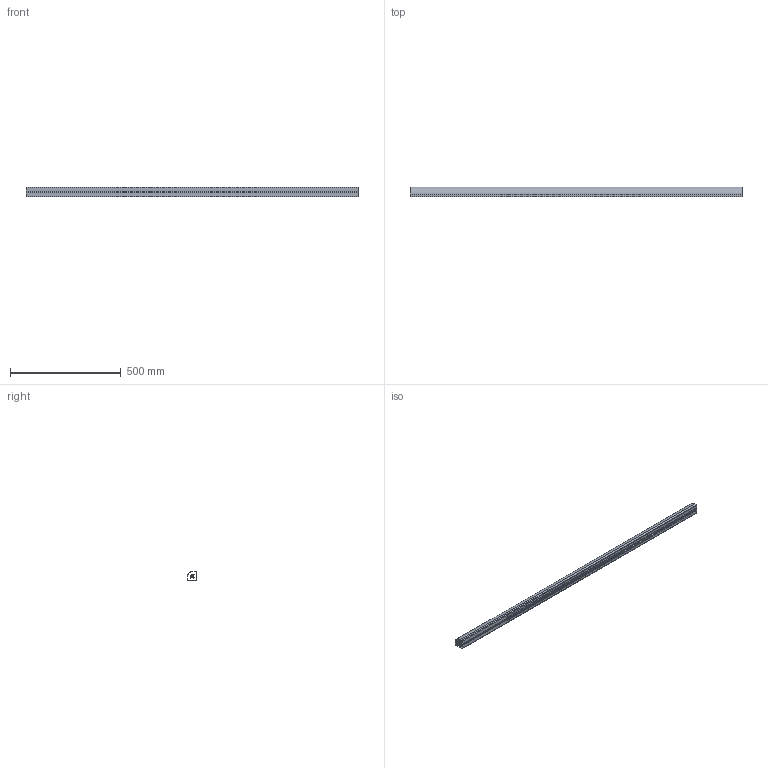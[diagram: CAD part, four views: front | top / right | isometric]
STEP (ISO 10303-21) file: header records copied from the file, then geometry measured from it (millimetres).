
FILE_DESCRIPTION(/* description */ (''),/* implementation_level */ '2;1');
FILE_NAME(/* name */ '10-4545RC-0-1500MM.stp',/* time_stamp */ '2024-11-12T11:25:58-05:00',/* author */ ('esanner'),/* organization */ (''),/* preprocessor_version */ 'ST-DEVELOPER v19',/* originating_system */ 'AutoCAD Mechanical',/* authorisation */ '');
FILE_SCHEMA (('AUTOMOTIVE_DESIGN { 1 0 10303 214 3 1 1 }'));
Length unit declared in the file: millimetre
Products named in the file (1): Product
Bounding box: 1500 x 45 x 45 mm (x, y, z)
Volume: 774728.1 mm3; surface area: 686598.5 mm2
Topology: 1 solids, 1 shells, 63 faces, 183 edges, 122 vertices
Faces by surface type: plane 45, cylinder 18
Full cylindrical faces by diameter (mm): 7.471 x1
Entity records: 2108 total; most frequent: CARTESIAN_POINT 369, ORIENTED_EDGE 366, DIRECTION 347, EDGE_CURVE 183, LINE 147, VECTOR 147, VERTEX_POINT 122, AXIS2_PLACEMENT_3D 100
